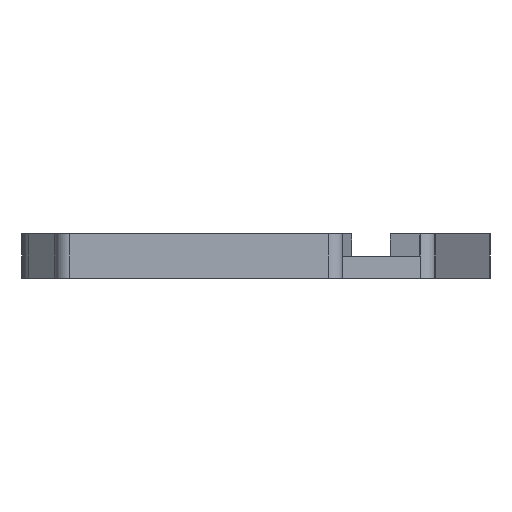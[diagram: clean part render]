
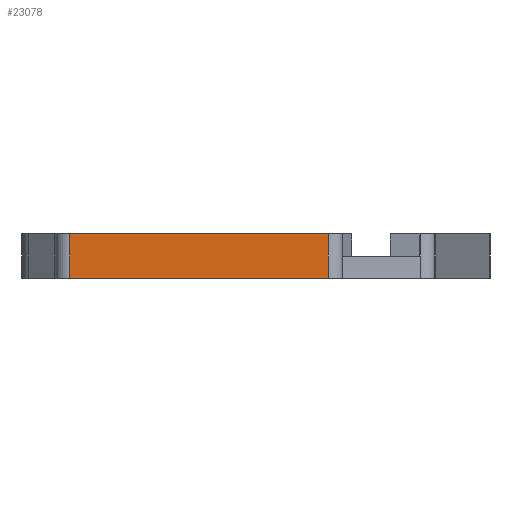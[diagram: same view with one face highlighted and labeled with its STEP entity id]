
A CAD part, left-side view. The second image highlights one B-rep face of the part: STEP entity #23078.
In plain terms, the highlighted planar face has unit normal (-1, -0.001, 0).
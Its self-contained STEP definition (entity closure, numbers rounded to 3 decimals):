
#703=PLANE('',#24670);
#1831=FACE_OUTER_BOUND('',#3216,.T.);
#3216=EDGE_LOOP('',(#18630,#18631,#18632,#18633));
#4064=LINE('',#32350,#6761);
#5298=LINE('',#35419,#7995);
#5299=LINE('',#35422,#7996);
#5300=LINE('',#35423,#7997);
#6761=VECTOR('',#25839,10.);
#7995=VECTOR('',#28751,10.);
#7996=VECTOR('',#28754,10.);
#7997=VECTOR('',#28755,10.);
#10077=VERTEX_POINT('',#32347);
#10078=VERTEX_POINT('',#32349);
#11074=VERTEX_POINT('',#35417);
#11075=VERTEX_POINT('',#35421);
#12303=EDGE_CURVE('',#10077,#10078,#4064,.T.);
#13796=EDGE_CURVE('',#11074,#10077,#5298,.T.);
#13797=EDGE_CURVE('',#11075,#11074,#5299,.T.);
#13798=EDGE_CURVE('',#11075,#10078,#5300,.T.);
#18630=ORIENTED_EDGE('',*,*,#13796,.F.);
#18631=ORIENTED_EDGE('',*,*,#13797,.F.);
#18632=ORIENTED_EDGE('',*,*,#13798,.T.);
#18633=ORIENTED_EDGE('',*,*,#12303,.F.);
#23078=ADVANCED_FACE('',(#1831),#703,.T.);
#24670=AXIS2_PLACEMENT_3D('',#35420,#28752,#28753);
#25839=DIRECTION('',(0.001,-1.,0.));
#28751=DIRECTION('',(0.,0.,1.));
#28752=DIRECTION('center_axis',(-1.,-0.001,
0.));
#28753=DIRECTION('ref_axis',(-0.001,1.,0.));
#28754=DIRECTION('',(-0.001,1.,0.));
#28755=DIRECTION('',(0.,0.,1.));
#32347=CARTESIAN_POINT('',(-175.402,34.636,9.6));
#32349=CARTESIAN_POINT('',(-175.342,-21.786,9.6));
#32350=CARTESIAN_POINT('',(-175.402,34.636,9.6));
#35417=CARTESIAN_POINT('',(-175.402,34.636,0.));
#35419=CARTESIAN_POINT('',(-175.402,34.636,1.));
#35420=CARTESIAN_POINT('Origin',(-175.342,-21.786,1.));
#35421=CARTESIAN_POINT('',(-175.342,-21.786,0.));
#35422=CARTESIAN_POINT('',(-175.402,34.636,0.));
#35423=CARTESIAN_POINT('',(-175.342,-21.786,1.));
